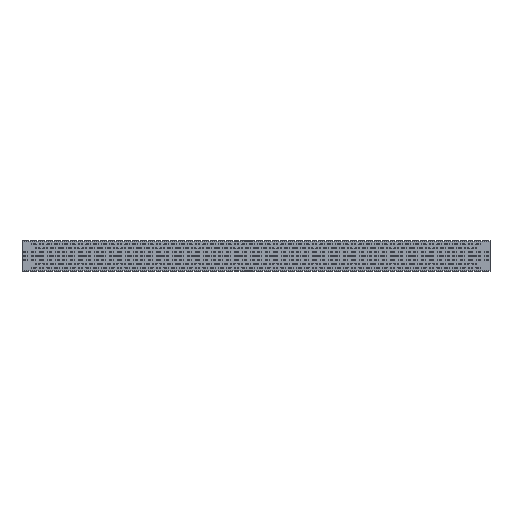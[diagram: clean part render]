
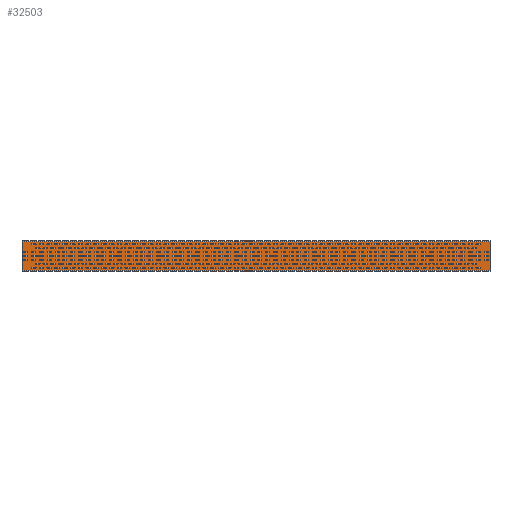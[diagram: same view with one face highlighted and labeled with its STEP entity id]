
A CAD part, top view. The second image highlights one B-rep face of the part: STEP entity #32503.
In plain terms, the highlighted planar face has unit normal (0, 0, 1).
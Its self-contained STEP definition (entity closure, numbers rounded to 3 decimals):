
#4098=PLANE('',#33934);
#5487=FACE_OUTER_BOUND('',#6883,.T.);
#6883=EDGE_LOOP('',(#27104,#27105,#27106,#27107));
#10980=LINE('',#48911,#13648);
#11002=LINE('',#48991,#13670);
#11004=LINE('',#48998,#13672);
#11005=LINE('',#48999,#13673);
#13648=VECTOR('',#38042,1.);
#13670=VECTOR('',#38126,1.);
#13672=VECTOR('',#38134,1.);
#13673=VECTOR('',#38135,1.);
#16323=VERTEX_POINT('',#48908);
#16324=VERTEX_POINT('',#48910);
#16351=VERTEX_POINT('',#48989);
#16353=VERTEX_POINT('',#48997);
#21658=EDGE_CURVE('',#16324,#16323,#10980,.T.);
#21700=EDGE_CURVE('',#16351,#16323,#11002,.F.);
#21703=EDGE_CURVE('',#16353,#16324,#11004,.T.);
#21704=EDGE_CURVE('',#16353,#16351,#11005,.T.);
#27104=ORIENTED_EDGE('',*,*,#21703,.T.);
#27105=ORIENTED_EDGE('',*,*,#21658,.T.);
#27106=ORIENTED_EDGE('',*,*,#21700,.F.);
#27107=ORIENTED_EDGE('',*,*,#21704,.F.);
#32503=ADVANCED_FACE('',(#5487),#4098,.T.);
#33934=AXIS2_PLACEMENT_3D('',#48996,#38132,#38133);
#38042=DIRECTION('',(0.,1.,0.));
#38126=DIRECTION('',(-1.,0.,0.));
#38132=DIRECTION('center_axis',(0.,0.,1.));
#38133=DIRECTION('ref_axis',(0.,-1.,0.));
#38134=DIRECTION('',(1.,0.,0.));
#38135=DIRECTION('',(0.,1.,0.));
#48908=CARTESIAN_POINT('',(3177.56,142.837,-48.));
#48910=CARTESIAN_POINT('',(3177.56,-49.163,-48.));
#48911=CARTESIAN_POINT('',(3177.56,46.837,-48.));
#48989=CARTESIAN_POINT('',(147.56,142.837,-48.));
#48991=CARTESIAN_POINT('',(1662.56,142.837,-48.));
#48996=CARTESIAN_POINT('Origin',(1662.56,142.837,-48.));
#48997=CARTESIAN_POINT('',(147.56,-49.163,-48.));
#48998=CARTESIAN_POINT('',(1662.56,-49.163,-48.));
#48999=CARTESIAN_POINT('',(147.56,46.837,-48.));
